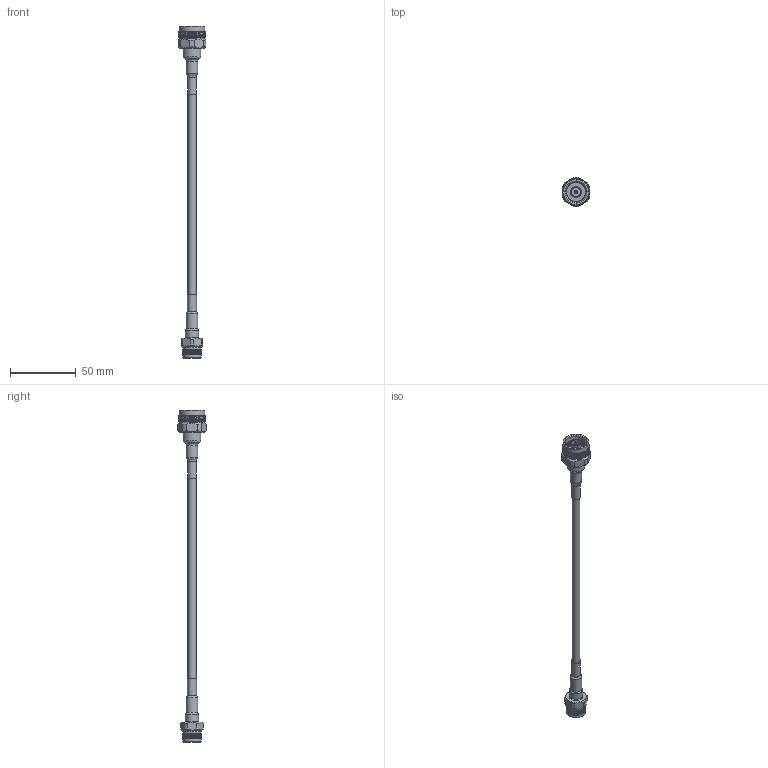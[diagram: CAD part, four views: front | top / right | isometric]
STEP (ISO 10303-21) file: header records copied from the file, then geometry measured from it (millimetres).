
FILE_DESCRIPTION (( 'STEP AP203' ), '1' );
FILE_NAME ('FMCA2159_3D.step', '2021-12-21T18:04:17', ( '' ), ( '' ), 'SwSTEP 2.0', 'SolidWorks 2021', '' );
FILE_SCHEMA (( 'CONFIG_CONTROL_DESIGN' ));
Length unit declared in the file: inch
Products named in the file (4): EZ-240-TM-X^FMCA2159_Heat Shrink; FMCA2159_3D; EZ-240-NMH-X^FMCA2159_Heat Shrink; LMR-240^FMCA2159_LMR-240
Assembly tree (3 placements, depth 2):
  FMCA2159_3D
    LMR-240^FMCA2159_LMR-240
    EZ-240-NMH-X^FMCA2159_Heat Shrink
    EZ-240-TM-X^FMCA2159_Heat Shrink
Bounding box: 20.62 x 22.22 x 252.35 mm (x, y, z)
Volume: 14733.8 mm3; surface area: 9765.3 mm2
Topology: 3 solids, 3 shells, 3729 faces, 8056 edges, 4346 vertices
Faces by surface type: bspline 2891, cylinder 734, plane 73, cone 30, torus 1
Full cylindrical faces by diameter (mm): 1.27 x1, 1.524 x1, 1.905 x1, 2.54 x1, 5.08 x1, 6.096 x1, 6.604 x1, 6.858 x1, 6.909 x1, 7.569 x1, 8.255 x1, 8.534 x2, 9.947 x1, 11.112 x6, 13.589 x1, 14.249 x1, 14.335 x1, 15.875 x6, 17.418 x1, 19.69 x2
Entity records: 137040 total; most frequent: CARTESIAN_POINT 88331, ORIENTED_EDGE 15932, EDGE_CURVE 7966, VERTEX_POINT 4310, EDGE_LOOP 3772, FACE_OUTER_BOUND 3745, ADVANCED_FACE 3717, B_SPLINE_CURVE_WITH_KNOTS 3556
